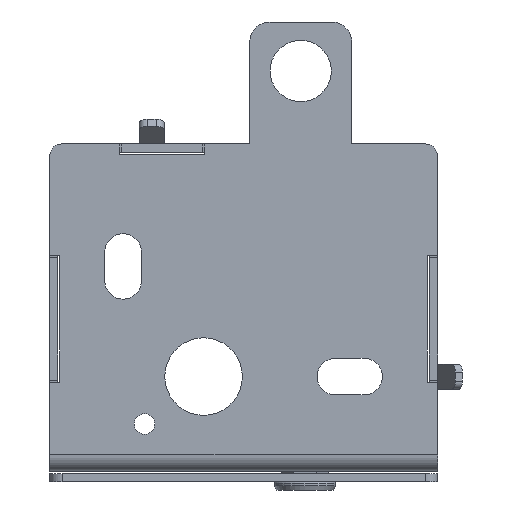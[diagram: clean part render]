
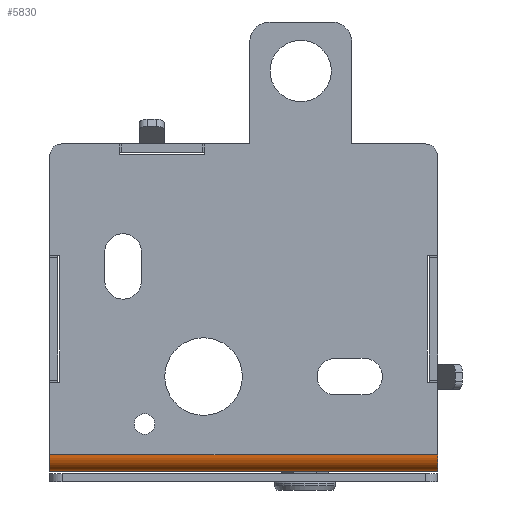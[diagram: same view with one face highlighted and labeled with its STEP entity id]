
A CAD part, front view. The second image highlights one B-rep face of the part: STEP entity #5830.
In plain terms, the highlighted cylindrical face has radius 4 mm (diameter 8 mm), a partial arc.
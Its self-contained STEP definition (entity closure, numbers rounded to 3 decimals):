
#339 = CARTESIAN_POINT ( 'NONE',  ( -47.5, 0., 51. ) ) ;
#825 = ORIENTED_EDGE ( 'NONE', *, *, #2315, .F. ) ;
#1098 = EDGE_CURVE ( 'NONE', #7141, #11120, #6732, .T. ) ;
#1195 = DIRECTION ( 'NONE',  ( -1., 0., 0. ) ) ;
#1337 = LINE ( 'NONE', #6736, #13583 ) ;
#2047 = AXIS2_PLACEMENT_3D ( 'NONE', #2935, #5648, #12448 ) ;
#2315 = EDGE_CURVE ( 'NONE', #7141, #14253, #10102, .T. ) ;
#2575 = DIRECTION ( 'NONE',  ( 1., 0., 0. ) ) ;
#2935 = CARTESIAN_POINT ( 'NONE',  ( 47.5, -4., 51. ) ) ;
#3389 = CARTESIAN_POINT ( 'NONE',  ( -47.5, -4., 55. ) ) ;
#3725 = EDGE_LOOP ( 'NONE', ( #9621, #825, #16092, #4427 ) ) ;
#3958 = CARTESIAN_POINT ( 'NONE',  ( -47.5, -4., 51. ) ) ;
#4427 = ORIENTED_EDGE ( 'NONE', *, *, #14148, .F. ) ;
#4875 = VECTOR ( 'NONE', #9522, 1000. ) ;
#4878 = EDGE_CURVE ( 'NONE', #14253, #9925, #1337, .T. ) ;
#5648 = DIRECTION ( 'NONE',  ( 1., 0., 0. ) ) ;
#5780 = AXIS2_PLACEMENT_3D ( 'NONE', #3958, #9461, #14998 ) ;
#5830 = ADVANCED_FACE ( 'NONE', ( #10573 ), #9215, .T. ) ;
#5926 = CARTESIAN_POINT ( 'NONE',  ( 47.5, 0., 51. ) ) ;
#6732 = LINE ( 'NONE', #17604, #4875 ) ;
#6736 = CARTESIAN_POINT ( 'NONE',  ( -47.5, 0., 51. ) ) ;
#7141 = VERTEX_POINT ( 'NONE', #3389 ) ;
#9215 = CYLINDRICAL_SURFACE ( 'NONE', #11591, 4. ) ;
#9461 = DIRECTION ( 'NONE',  ( -1., 0., 0. ) ) ;
#9522 = DIRECTION ( 'NONE',  ( 1., 0., 0. ) ) ;
#9621 = ORIENTED_EDGE ( 'NONE', *, *, #4878, .F. ) ;
#9807 = CARTESIAN_POINT ( 'NONE',  ( 47.5, -4., 55. ) ) ;
#9816 = CIRCLE ( 'NONE', #2047, 4. ) ;
#9925 = VERTEX_POINT ( 'NONE', #5926 ) ;
#10102 = CIRCLE ( 'NONE', #5780, 4. ) ;
#10573 = FACE_OUTER_BOUND ( 'NONE', #3725, .T. ) ;
#11120 = VERTEX_POINT ( 'NONE', #9807 ) ;
#11591 = AXIS2_PLACEMENT_3D ( 'NONE', #17738, #1195, #16105 ) ;
#12448 = DIRECTION ( 'NONE',  ( 0., 0., 1. ) ) ;
#13583 = VECTOR ( 'NONE', #2575, 1000. ) ;
#14148 = EDGE_CURVE ( 'NONE', #9925, #11120, #9816, .T. ) ;
#14253 = VERTEX_POINT ( 'NONE', #339 ) ;
#14998 = DIRECTION ( 'NONE',  ( 0., 0., 1. ) ) ;
#16092 = ORIENTED_EDGE ( 'NONE', *, *, #1098, .T. ) ;
#16105 = DIRECTION ( 'NONE',  ( 0., 0., 1. ) ) ;
#17604 = CARTESIAN_POINT ( 'NONE',  ( 47.5, -4., 55. ) ) ;
#17738 = CARTESIAN_POINT ( 'NONE',  ( -47.5, -4., 51. ) ) ;
